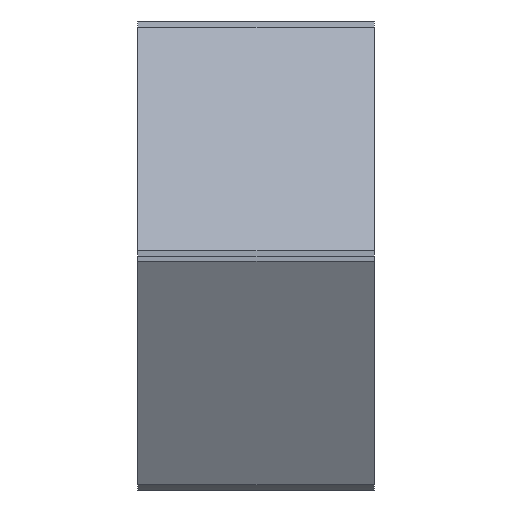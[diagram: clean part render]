
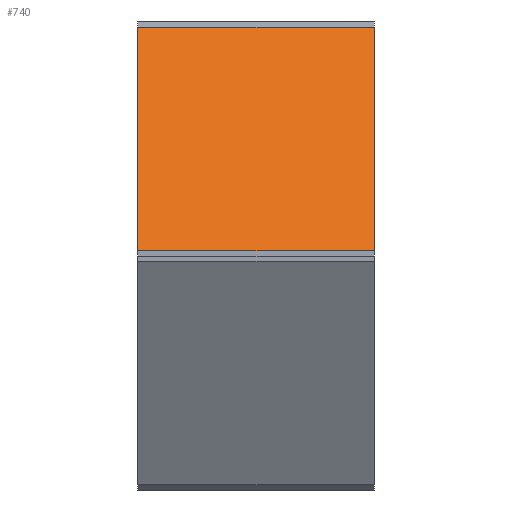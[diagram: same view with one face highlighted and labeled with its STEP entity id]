
A CAD part, left-side view. The second image highlights one B-rep face of the part: STEP entity #740.
In plain terms, the highlighted planar face has unit normal (-0.866, 0, 0.5).
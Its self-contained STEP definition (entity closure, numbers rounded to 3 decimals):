
#8 = VERTEX_POINT ( 'NONE', #707 ) ;
#41 = FACE_OUTER_BOUND ( 'NONE', #79, .T. ) ;
#75 = VECTOR ( 'NONE', #147, 1000. ) ;
#79 = EDGE_LOOP ( 'NONE', ( #504, #120, #734, #534 ) ) ;
#102 = PLANE ( 'NONE',  #375 ) ;
#120 = ORIENTED_EDGE ( 'NONE', *, *, #296, .F. ) ;
#134 = VECTOR ( 'NONE', #381, 1000. ) ;
#145 = VERTEX_POINT ( 'NONE', #301 ) ;
#147 = DIRECTION ( 'NONE',  ( 0., 1., 0. ) ) ;
#149 = LINE ( 'NONE', #392, #75 ) ;
#197 = LINE ( 'NONE', #616, #518 ) ;
#296 = EDGE_CURVE ( 'NONE', #145, #552, #197, .T. ) ;
#301 = CARTESIAN_POINT ( 'NONE',  ( -5.649, 0., 0.116 ) ) ;
#306 = CARTESIAN_POINT ( 'NONE',  ( -4.968, 0., 1.295 ) ) ;
#319 = DIRECTION ( 'NONE',  ( 0., 1., 0. ) ) ;
#320 = LINE ( 'NONE', #306, #134 ) ;
#375 = AXIS2_PLACEMENT_3D ( 'NONE', #589, #407, #524 ) ;
#381 = DIRECTION ( 'NONE',  ( 0.5, 0., 0.866 ) ) ;
#392 = CARTESIAN_POINT ( 'NONE',  ( -2.925, 0., 4.834 ) ) ;
#407 = DIRECTION ( 'NONE',  ( -0.866, 0., 0.5 ) ) ;
#458 = CARTESIAN_POINT ( 'NONE',  ( -4.968, 5., 1.295 ) ) ;
#463 = CARTESIAN_POINT ( 'NONE',  ( -5.649, 5., 0.116 ) ) ;
#496 = EDGE_CURVE ( 'NONE', #8, #663, #149, .T. ) ;
#504 = ORIENTED_EDGE ( 'NONE', *, *, #530, .T. ) ;
#518 = VECTOR ( 'NONE', #319, 1000. ) ;
#524 = DIRECTION ( 'NONE',  ( 0., 1., 0. ) ) ;
#525 = LINE ( 'NONE', #458, #708 ) ;
#530 = EDGE_CURVE ( 'NONE', #663, #552, #525, .T. ) ;
#534 = ORIENTED_EDGE ( 'NONE', *, *, #496, .T. ) ;
#552 = VERTEX_POINT ( 'NONE', #463 ) ;
#589 = CARTESIAN_POINT ( 'NONE',  ( -5.649, 0., 0.116 ) ) ;
#616 = CARTESIAN_POINT ( 'NONE',  ( -5.649, 0., 0.116 ) ) ;
#623 = EDGE_CURVE ( 'NONE', #145, #8, #320, .T. ) ;
#663 = VERTEX_POINT ( 'NONE', #673 ) ;
#673 = CARTESIAN_POINT ( 'NONE',  ( -2.925, 5., 4.834 ) ) ;
#703 = DIRECTION ( 'NONE',  ( -0.5, 0., -0.866 ) ) ;
#707 = CARTESIAN_POINT ( 'NONE',  ( -2.925, 0., 4.834 ) ) ;
#708 = VECTOR ( 'NONE', #703, 1000. ) ;
#734 = ORIENTED_EDGE ( 'NONE', *, *, #623, .T. ) ;
#740 = ADVANCED_FACE ( 'NONE', ( #41 ), #102, .T. ) ;
